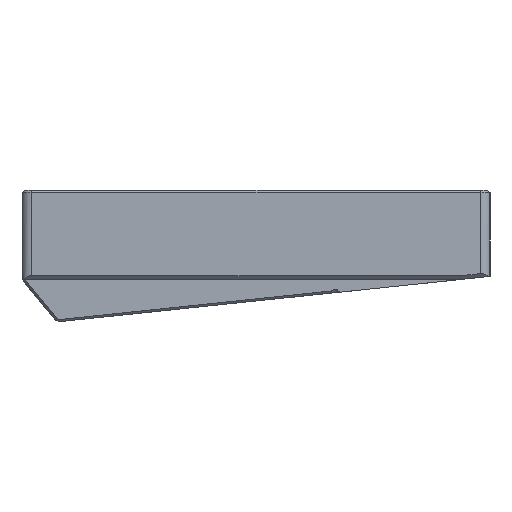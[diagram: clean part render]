
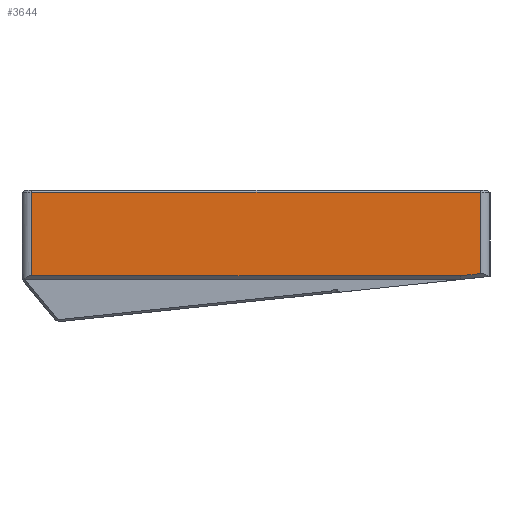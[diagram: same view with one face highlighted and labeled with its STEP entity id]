
A CAD part, left-side view. The second image highlights one B-rep face of the part: STEP entity #3644.
In plain terms, the highlighted planar face has unit normal (-1, 0, 0).
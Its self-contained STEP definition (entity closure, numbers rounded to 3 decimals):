
#170=PLANE('',#4026);
#364=FACE_OUTER_BOUND('',#578,.T.);
#578=EDGE_LOOP('',(#3282,#3283,#3284,#3285,#3286));
#717=LINE('',#5633,#1062);
#895=LINE('',#6197,#1240);
#903=LINE('',#6224,#1248);
#906=LINE('',#6230,#1251);
#934=LINE('',#6310,#1279);
#1062=VECTOR('',#4344,1000.);
#1240=VECTOR('',#4958,1000.);
#1248=VECTOR('',#4980,10.);
#1251=VECTOR('',#4987,1000.);
#1279=VECTOR('',#5081,10.);
#1591=VERTEX_POINT('',#5630);
#1592=VERTEX_POINT('',#5632);
#1756=VERTEX_POINT('',#6181);
#1771=VERTEX_POINT('',#6221);
#1772=VERTEX_POINT('',#6223);
#1974=EDGE_CURVE('',#1592,#1591,#717,.F.);
#2251=EDGE_CURVE('',#1756,#1592,#895,.T.);
#2264=EDGE_CURVE('',#1772,#1771,#903,.T.);
#2268=EDGE_CURVE('',#1771,#1756,#906,.T.);
#2309=EDGE_CURVE('',#1591,#1772,#934,.T.);
#3282=ORIENTED_EDGE('',*,*,#2268,.T.);
#3283=ORIENTED_EDGE('',*,*,#2251,.T.);
#3284=ORIENTED_EDGE('',*,*,#1974,.T.);
#3285=ORIENTED_EDGE('',*,*,#2309,.T.);
#3286=ORIENTED_EDGE('',*,*,#2264,.T.);
#3644=ADVANCED_FACE('',(#364),#170,.T.);
#4026=AXIS2_PLACEMENT_3D('',#6309,#5079,#5080);
#4344=DIRECTION('',(0.,0.,1.));
#4958=DIRECTION('',(0.,1.,0.));
#4980=DIRECTION('',(0.,-0.995,0.105));
#4987=DIRECTION('',(0.,0.,1.));
#5079=DIRECTION('center_axis',(-1.,0.,0.));
#5080=DIRECTION('ref_axis',(0.,0.,1.));
#5081=DIRECTION('',(0.,-1.,0.));
#5630=CARTESIAN_POINT('',(-157.375,52.85,9.933));
#5632=CARTESIAN_POINT('',(-157.375,52.85,29.547));
#5633=CARTESIAN_POINT('',(-157.375,52.85,-0.002));
#6181=CARTESIAN_POINT('',(-157.375,-52.85,29.547));
#6197=CARTESIAN_POINT('',(-157.375,52.85,29.547));
#6221=CARTESIAN_POINT('',(-157.375,-52.85,10.427));
#6223=CARTESIAN_POINT('',(-157.375,-48.148,9.933));
#6224=CARTESIAN_POINT('',(-157.375,0.507,4.819));
#6230=CARTESIAN_POINT('',(-157.375,-52.85,30.047));
#6309=CARTESIAN_POINT('Origin',(-157.375,0.,-0.002));
#6310=CARTESIAN_POINT('',(-157.375,-139.872,9.933));
